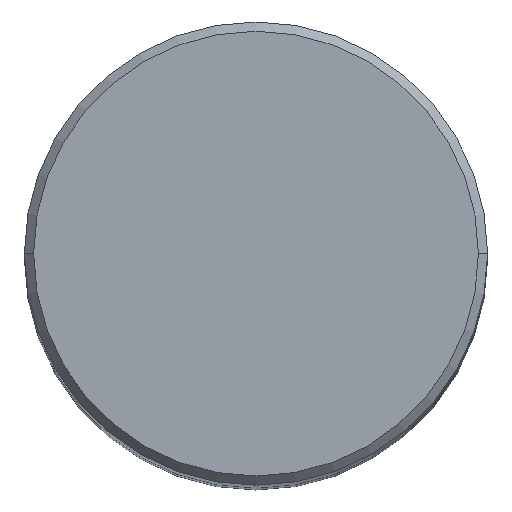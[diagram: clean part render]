
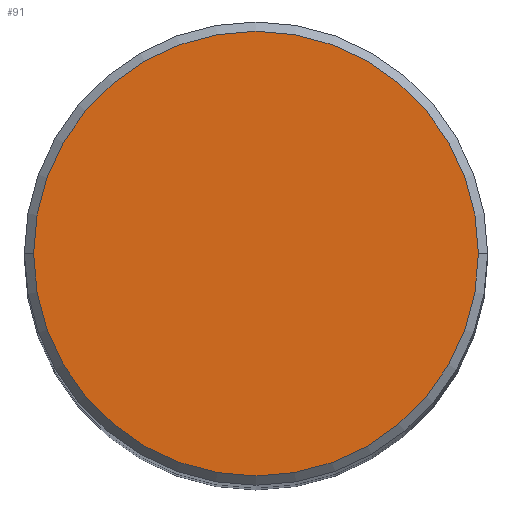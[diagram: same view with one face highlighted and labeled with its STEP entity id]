
A CAD part, top view. The second image highlights one B-rep face of the part: STEP entity #91.
In plain terms, the highlighted planar face has unit normal (0, 0, 1).
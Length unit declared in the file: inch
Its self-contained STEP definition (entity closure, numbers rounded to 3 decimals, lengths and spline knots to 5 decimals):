
#29 = EDGE_CURVE ( 'NONE', #96, #431, #210, .T. ) ;
#67 = DIRECTION ( 'NONE',  ( 0., 0., 1. ) ) ;
#82 = AXIS2_PLACEMENT_3D ( 'NONE', #98, #470, #141 ) ;
#83 = CARTESIAN_POINT ( 'NONE',  ( -0.48, 0., 0. ) ) ;
#91 = ADVANCED_FACE ( 'NONE', ( #488 ), #371, .F. ) ;
#96 = VERTEX_POINT ( 'NONE', #83 ) ;
#98 = CARTESIAN_POINT ( 'NONE',  ( 0., 0., 0. ) ) ;
#124 = DIRECTION ( 'NONE',  ( -1., 0., 0. ) ) ;
#125 = AXIS2_PLACEMENT_3D ( 'NONE', #155, #455, #124 ) ;
#141 = DIRECTION ( 'NONE',  ( 1., 0., 0. ) ) ;
#150 = ORIENTED_EDGE ( 'NONE', *, *, #29, .T. ) ;
#155 = CARTESIAN_POINT ( 'NONE',  ( 0., 0.48, 0. ) ) ;
#165 = EDGE_CURVE ( 'NONE', #431, #96, #200, .T. ) ;
#187 = CARTESIAN_POINT ( 'NONE',  ( 0., 0., 0. ) ) ;
#200 = CIRCLE ( 'NONE', #82, 0.48 ) ;
#210 = CIRCLE ( 'NONE', #346, 0.48 ) ;
#254 = CARTESIAN_POINT ( 'NONE',  ( 0.48, 0., 0. ) ) ;
#284 = DIRECTION ( 'NONE',  ( 1., 0., 0. ) ) ;
#286 = ORIENTED_EDGE ( 'NONE', *, *, #165, .T. ) ;
#346 = AXIS2_PLACEMENT_3D ( 'NONE', #187, #67, #284 ) ;
#371 = PLANE ( 'NONE',  #125 ) ;
#372 = EDGE_LOOP ( 'NONE', ( #150, #286 ) ) ;
#431 = VERTEX_POINT ( 'NONE', #254 ) ;
#455 = DIRECTION ( 'NONE',  ( 0., 0., -1. ) ) ;
#470 = DIRECTION ( 'NONE',  ( 0., 0., 1. ) ) ;
#488 = FACE_OUTER_BOUND ( 'NONE', #372, .T. ) ;
